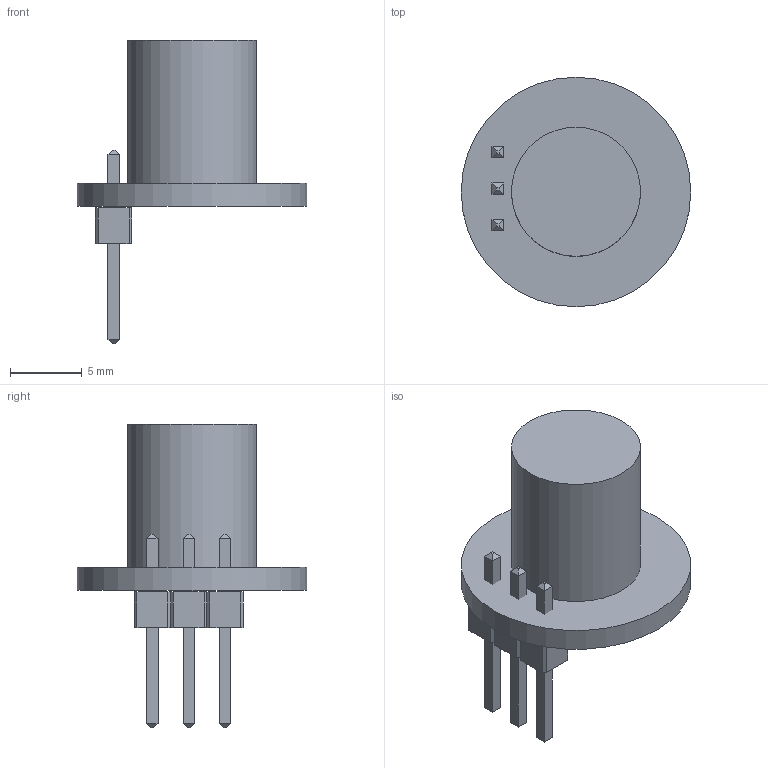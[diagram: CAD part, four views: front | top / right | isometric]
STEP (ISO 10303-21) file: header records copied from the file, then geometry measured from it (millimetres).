
FILE_DESCRIPTION(('FreeCAD Model'),'2;1');
FILE_NAME('Open CASCADE Shape Model','2023-06-09T17:37:49',(''),(''), 'Open CASCADE STEP processor 7.6','FreeCAD','Unknown');
FILE_SCHEMA(('AUTOMOTIVE_DESIGN { 1 0 10303 214 1 1 1 1 }'));
Length unit declared in the file: millimetre
Products named in the file (7): Sin_nombre; Pin Header  2.54; Pin Header 2.54x003; Pin Header 2.54x004; Pin Header 2.54x005; Extrude; Extrude001
Assembly tree (6 placements, depth 3):
  Sin_nombre
    Pin Header  2.54
      Pin Header 2.54x003
      Pin Header 2.54x004
      Pin Header 2.54x005
    Extrude
    Extrude001
Bounding box: 16 x 16 x 21.19 mm (x, y, z)
Volume: 1026.1 mm3; surface area: 1104.8 mm2
Topology: 5 solids, 5 shells, 90 faces, 198 edges, 124 vertices
Faces by surface type: plane 88, cylinder 2
Full cylindrical faces by diameter (mm): 9 x1, 16 x1
Entity records: 5722 total; most frequent: CARTESIAN_POINT 815, DIRECTION 792, LINE 586, VECTOR 586, ORIENTED_EDGE 396, PCURVE 396, DEFINITIONAL_REPRESENTATION 396, EDGE_CURVE 198
